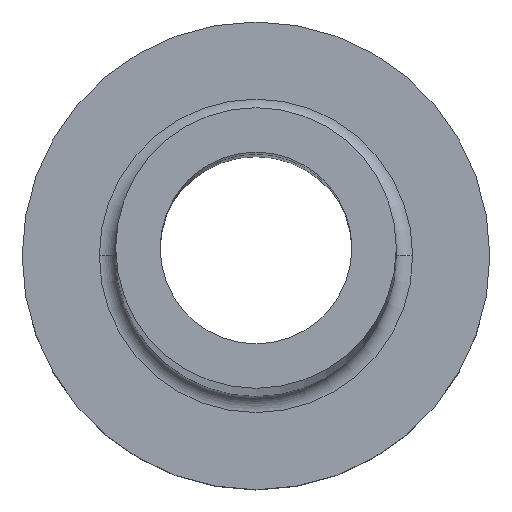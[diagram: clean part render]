
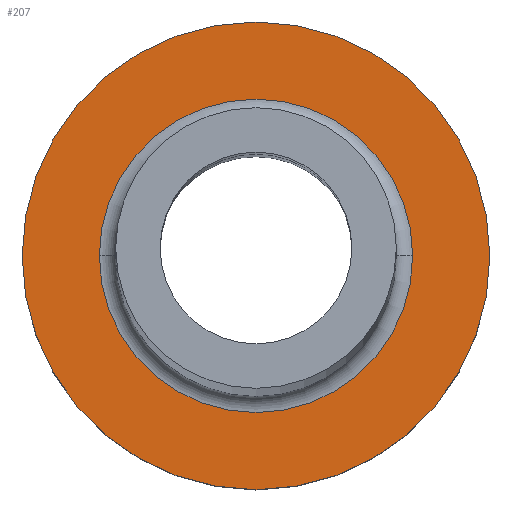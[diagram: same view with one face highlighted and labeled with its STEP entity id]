
A CAD part, top view. The second image highlights one B-rep face of the part: STEP entity #207.
In plain terms, the highlighted planar face has unit normal (0, 0, 1).
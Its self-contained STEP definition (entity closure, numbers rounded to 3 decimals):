
#29 = VERTEX_POINT ( 'NONE', #30 ) ;
#30 = CARTESIAN_POINT ( 'NONE',  ( 10., 0., 7. ) ) ;
#32 = EDGE_CURVE ( 'NONE', #324, #313, #330, .T. ) ;
#45 = CARTESIAN_POINT ( 'NONE',  ( 0., 0., 7. ) ) ;
#65 = DIRECTION ( 'NONE',  ( 1., 0., 0. ) ) ;
#67 = CARTESIAN_POINT ( 'NONE',  ( 0., 0., 7. ) ) ;
#69 = ORIENTED_EDGE ( 'NONE', *, *, #129, .T. ) ;
#73 = CIRCLE ( 'NONE', #448, 10. ) ;
#77 = CARTESIAN_POINT ( 'NONE',  ( 0., 0., 7. ) ) ;
#85 = EDGE_CURVE ( 'NONE', #427, #29, #73, .T. ) ;
#129 = EDGE_CURVE ( 'NONE', #313, #324, #342, .T. ) ;
#137 = ORIENTED_EDGE ( 'NONE', *, *, #32, .T. ) ;
#138 = CARTESIAN_POINT ( 'NONE',  ( 0., 0., 7. ) ) ;
#154 = CARTESIAN_POINT ( 'NONE',  ( 0., 0., 7. ) ) ;
#157 = FACE_BOUND ( 'NONE', #450, .T. ) ;
#193 = ORIENTED_EDGE ( 'NONE', *, *, #85, .T. ) ;
#201 = EDGE_LOOP ( 'NONE', ( #193, #317 ) ) ;
#206 = AXIS2_PLACEMENT_3D ( 'NONE', #45, #293, #298 ) ;
#207 = ADVANCED_FACE ( 'NONE', ( #157, #329 ), #212, .T. ) ;
#211 = CARTESIAN_POINT ( 'NONE',  ( 6.7, 0., 7. ) ) ;
#212 = PLANE ( 'NONE',  #348 ) ;
#216 = AXIS2_PLACEMENT_3D ( 'NONE', #77, #334, #223 ) ;
#223 = DIRECTION ( 'NONE',  ( 1., 0., 0. ) ) ;
#236 = DIRECTION ( 'NONE',  ( 1., 0., 0. ) ) ;
#255 = DIRECTION ( 'NONE',  ( 1., 0., 0. ) ) ;
#287 = DIRECTION ( 'NONE',  ( 0., 0., 1. ) ) ;
#293 = DIRECTION ( 'NONE',  ( 0., 0., -1. ) ) ;
#298 = DIRECTION ( 'NONE',  ( 1., 0., 0. ) ) ;
#305 = AXIS2_PLACEMENT_3D ( 'NONE', #67, #320, #65 ) ;
#313 = VERTEX_POINT ( 'NONE', #211 ) ;
#317 = ORIENTED_EDGE ( 'NONE', *, *, #409, .T. ) ;
#320 = DIRECTION ( 'NONE',  ( 0., 0., -1. ) ) ;
#324 = VERTEX_POINT ( 'NONE', #325 ) ;
#325 = CARTESIAN_POINT ( 'NONE',  ( -6.7, 0., 7. ) ) ;
#329 = FACE_OUTER_BOUND ( 'NONE', #201, .T. ) ;
#330 = CIRCLE ( 'NONE', #305, 6.7 ) ;
#334 = DIRECTION ( 'NONE',  ( 0., 0., 1. ) ) ;
#342 = CIRCLE ( 'NONE', #206, 6.7 ) ;
#348 = AXIS2_PLACEMENT_3D ( 'NONE', #154, #287, #255 ) ;
#362 = CIRCLE ( 'NONE', #216, 10. ) ;
#379 = DIRECTION ( 'NONE',  ( 0., 0., 1. ) ) ;
#409 = EDGE_CURVE ( 'NONE', #29, #427, #362, .T. ) ;
#427 = VERTEX_POINT ( 'NONE', #436 ) ;
#436 = CARTESIAN_POINT ( 'NONE',  ( -10., 0., 7. ) ) ;
#448 = AXIS2_PLACEMENT_3D ( 'NONE', #138, #379, #236 ) ;
#450 = EDGE_LOOP ( 'NONE', ( #69, #137 ) ) ;
